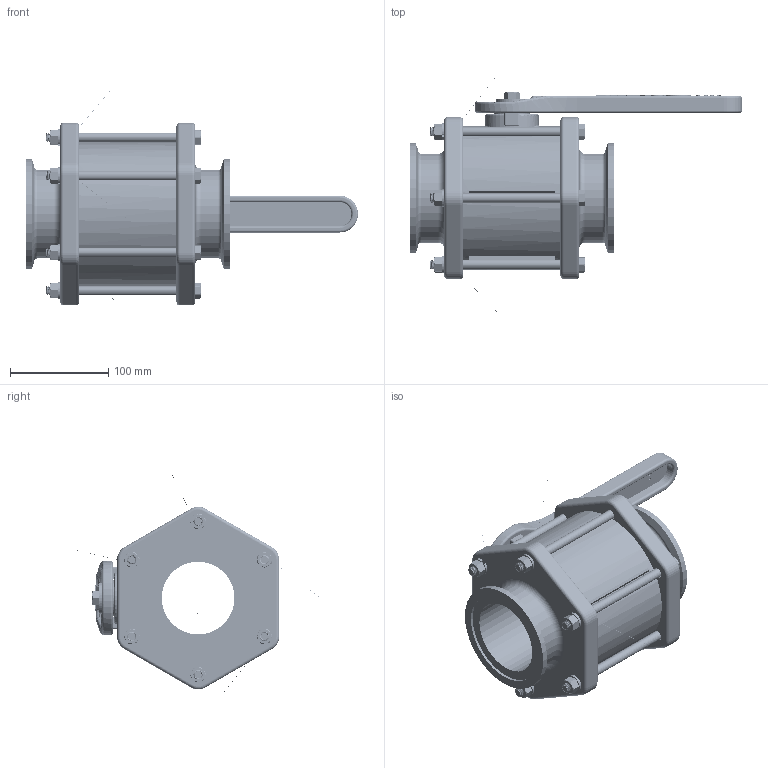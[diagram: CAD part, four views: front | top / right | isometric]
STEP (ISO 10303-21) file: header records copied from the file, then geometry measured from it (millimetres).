
FILE_DESCRIPTION(/* description */ ('3" FP MANIFOLD VALVE'),/* implementation_level */ '2;1');
FILE_NAME(/* name */ 'MV300CF.stp',/* time_stamp */ '2020-06-24T11:53:01-04:00',/* author */ ('MEG'),/* organization */ (''),/* preprocessor_version */ 'ST-DEVELOPER v17.2',/* originating_system */ 'Autodesk Inventor 2019',/* authorisation */ '');
FILE_SCHEMA (('AUTOMOTIVE_DESIGN { 1 0 10303 214 3 1 1 }'));
Products named in the file (23): MV300CF; V35254; V35254_1; VL1000; V35278; V35278X; V20018; V20019; V25020; V25060; V25121; V30151; V30151X; V25153; V25160; V25163; V35017; V35255A; V35255AM; V35255AY; V35255AX; V35258A; V35265
Assembly tree (40 placements, depth 5):
  MV300CF
    V35254
      V35254_1
      VL1000
    V35278  x2
      V35278X
    V20018  x6
    V20019  x6
    V25020
    V25060
    V25121
    V30151
      V30151X
    V25153
    V25160
    V25163
    V35017  x6
    V35255A
      V35255AM
        V35255AY
          V35255AX
    V35258A  x2
    V35265  x2
Bounding box: 338.45 x 276.32 x 249.07 mm (x, y, z)
Volume: 2070108.6 mm3; surface area: 494839.2 mm2
Topology: 41 solids, 41 shells, 3475 faces, 8938 edges, 5828 vertices
Faces by surface type: plane 1795, bspline 825, cylinder 538, cone 223, torus 78, sphere 16
Full cylindrical faces by diameter (mm): 7.171 x12, 7.798 x1, 9.525 x116, 10.312 x1, 11.176 x12, 11.557 x2, 12.7 x2, 14.275 x1, 25.4 x2, 25.527 x1, 25.806 x1, 31.521 x1, 31.623 x1, 31.75 x3, 35.306 x1, 36.525 x1, 37.084 x2, 54.61 x1, 74.168 x1, 76.2 x2, 78.74 x2, 81.585 x2, 82.55 x2, 86.665 x2, 90.424 x2, 95.25 x2, 100.33 x2, 100.736 x2, 112.776 x2, 125.806 x2
Entity records: 99297 total; most frequent: CARTESIAN_POINT 33770, ORIENTED_EDGE 14738, DIRECTION 10621, EDGE_CURVE 7369, LINE 4931, VECTOR 4931, VERTEX_POINT 4850, EDGE_LOOP 3131
